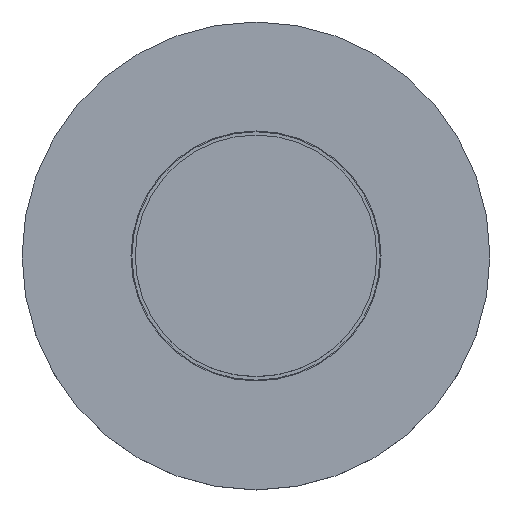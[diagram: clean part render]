
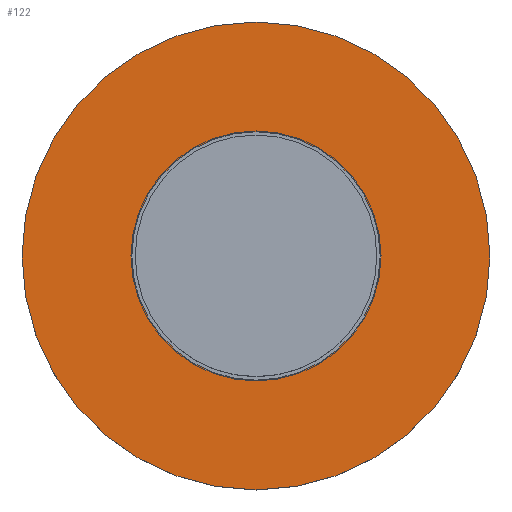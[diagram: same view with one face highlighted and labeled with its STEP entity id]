
A CAD part, top view. The second image highlights one B-rep face of the part: STEP entity #122.
In plain terms, the highlighted planar face has unit normal (0, 0, 1).
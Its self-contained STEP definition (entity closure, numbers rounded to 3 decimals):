
#122=ADVANCED_FACE('',(#138,#139),#130,.T.);
#130=PLANE('',#211);
#138=FACE_BOUND('',#152,.T.);
#139=FACE_BOUND('',#153,.T.);
#152=EDGE_LOOP('',(#168));
#153=EDGE_LOOP('',(#169));
#168=ORIENTED_EDGE('',*,*,#191,.T.);
#169=ORIENTED_EDGE('',*,*,#190,.F.);
#182=VERTEX_POINT('',#265);
#183=VERTEX_POINT('',#268);
#190=EDGE_CURVE('',#182,#182,#198,.T.);
#191=EDGE_CURVE('',#183,#183,#199,.T.);
#198=CIRCLE('',#208,13.85);
#199=CIRCLE('',#210,7.35);
#208=AXIS2_PLACEMENT_3D('',#264,#230,#231);
#210=AXIS2_PLACEMENT_3D('',#267,#234,#235);
#211=AXIS2_PLACEMENT_3D('',#269,#236,#237);
#230=DIRECTION('',(0.,0.,-1.));
#231=DIRECTION('',(-1.,0.,0.));
#234=DIRECTION('',(0.,0.,-1.));
#235=DIRECTION('',(-1.,0.,0.));
#236=DIRECTION('',(0.,0.,1.));
#237=DIRECTION('',(1.,0.,0.));
#264=CARTESIAN_POINT('',(0.,0.,-3.5));
#265=CARTESIAN_POINT('',(-13.85,0.,-3.5));
#267=CARTESIAN_POINT('',(0.,0.,-3.5));
#268=CARTESIAN_POINT('',(-7.35,0.,-3.5));
#269=CARTESIAN_POINT('',(0.,13.85,-3.5));
